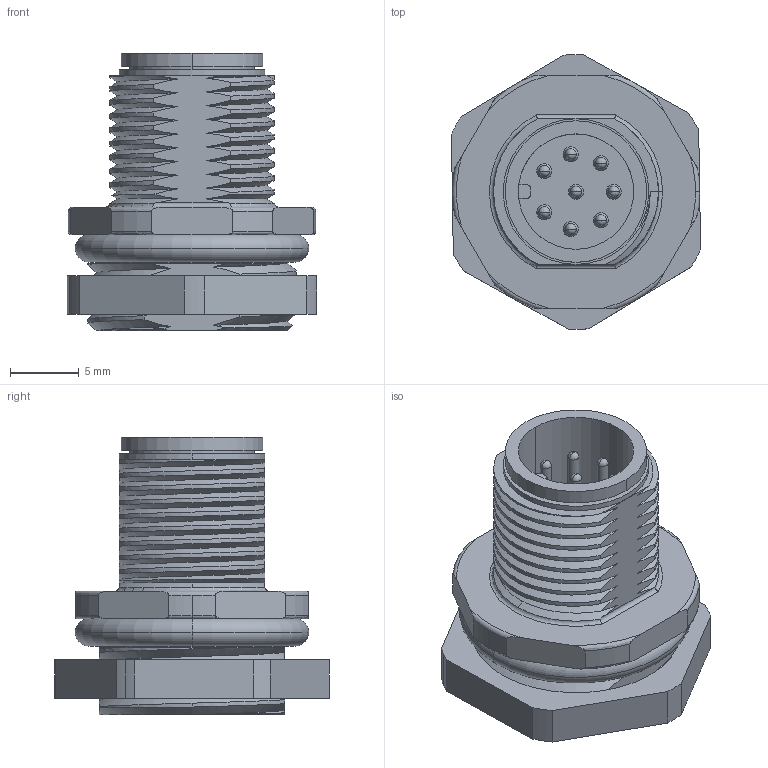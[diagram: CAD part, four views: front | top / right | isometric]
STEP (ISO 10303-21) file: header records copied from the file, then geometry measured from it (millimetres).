
FILE_DESCRIPTION(/* description */ (''),/* implementation_level */ '2;1');
FILE_NAME(/* name */ 'FEZ821-.stp',/* time_stamp */ '2022-03-31T16:15:24+08:00',/* author */ (''),/* organization */ (''),/* preprocessor_version */ 'ST-DEVELOPER v16',/* originating_system */ 'SIEMENS PLM Software NX 10.0',/* authorisation */ '');
FILE_SCHEMA (('AP203_CONFIGURATION_CONTROLLED_3D_DESIGN_OF_MECHANICAL_PARTS_AND_ASSEMBLIES_MIM_LF { 1 0 10303 403 2 1 2}'));
Length unit declared in the file: millimetre
Products named in the file (1): DELL7014D2DBlj8j
Bounding box: 18.13 x 20 x 20.2 mm (x, y, z)
Volume: 1998.7 mm3; surface area: 4446.6 mm2
Topology: 13 solids, 13 shells, 416 faces, 1071 edges, 685 vertices
Faces by surface type: cylinder 192, plane 99, bspline 55, torus 33, cone 21, sphere 16
Full cylindrical faces by diameter (mm): 0.8 x8, 1 x8, 1.1 x1
Entity records: 18669 total; most frequent: CARTESIAN_POINT 9001, ORIENTED_EDGE 2032, DIRECTION 1852, EDGE_CURVE 1016, AXIS2_PLACEMENT_3D 773, VERTEX_POINT 687, EDGE_LOOP 517, ADVANCED_FACE 416
